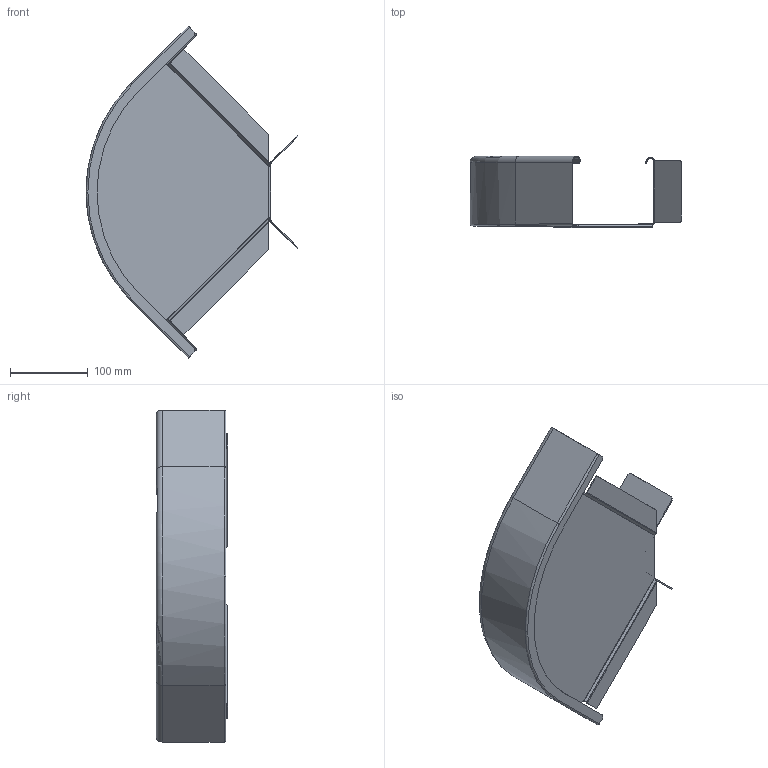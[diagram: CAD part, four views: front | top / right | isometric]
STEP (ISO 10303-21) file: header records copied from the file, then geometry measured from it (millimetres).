
FILE_DESCRIPTION((''),'2;1');
FILE_NAME('7126216_ASM','2012-11-15T',('AndreasKeweloh'),(''),'PRO/ENGINEER BY PARAMETRIC TECHNOLOGY CORPORATION, 2012230','PRO/ENGINEER BY PARAMETRIC TECHNOLOGY CORPORATION, 2012230','');
FILE_SCHEMA(('CONFIG_CONTROL_DESIGN'));
Length unit declared in the file: millimetre
Products named in the file (5): 7126216WINKELVERBINDER; 7126216WINKELVERBINDER85_ASM; 7126216AUSSENHOLM85200; 7126216BODENBLECH90200; 7126216_ASM
Assembly tree (4 placements, depth 3):
  7126216_ASM
    7126216WINKELVERBINDER85_ASM
      7126216WINKELVERBINDER
    7126216AUSSENHOLM85200
    7126216BODENBLECH90200
Bounding box: 272 x 91.75 x 426.39 mm (x, y, z)
Volume: 156192.2 mm3; surface area: 277429.4 mm2
Topology: 3 solids, 3 shells, 128 faces, 333 edges, 207 vertices
Faces by surface type: plane 69, cylinder 35, bspline 13, torus 6, cone 5
Entity records: 5303 total; most frequent: CARTESIAN_POINT 2114, ORIENTED_EDGE 658, DIRECTION 620, EDGE_CURVE 329, VECTOR 226, LINE 226, VERTEX_POINT 207, AXIS2_PLACEMENT_3D 197
